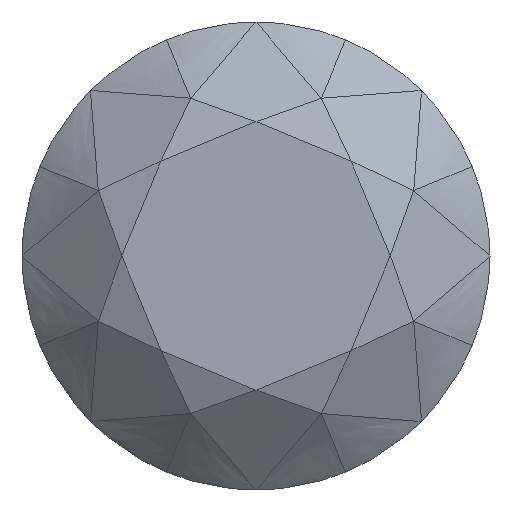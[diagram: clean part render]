
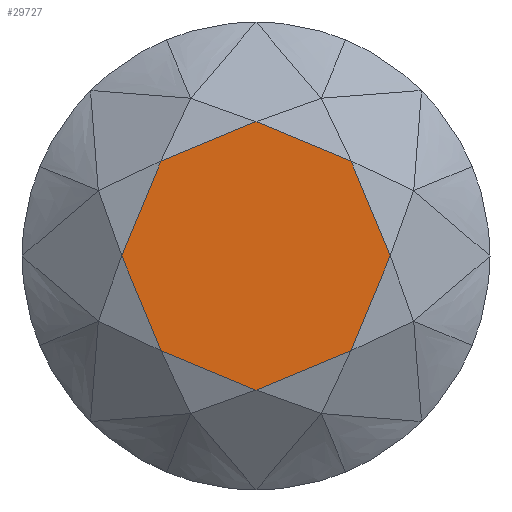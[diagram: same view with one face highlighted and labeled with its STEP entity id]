
A CAD part, top view. The second image highlights one B-rep face of the part: STEP entity #29727.
In plain terms, the highlighted free-form (B-spline) face has degree [1, 1] with [2, 2] control points.
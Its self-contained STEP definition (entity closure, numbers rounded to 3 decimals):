
#19217 = VERTEX_POINT('',#19218);
#19218 = CARTESIAN_POINT('',(-16.24,0.,9.172));
#19224 = VERTEX_POINT('',#19225);
#19225 = CARTESIAN_POINT('',(-11.483,-11.483,
    9.172));
#19230 = EDGE_CURVE('',#19217,#19224,#19231,.T.);
#19231 = B_SPLINE_CURVE_WITH_KNOTS('',1,(#19232,#19233),.UNSPECIFIED.,
  .F.,.F.,(2,2),(0.,10.977),.PIECEWISE_BEZIER_KNOTS.);
#19232 = CARTESIAN_POINT('',(-16.24,0.,9.172));
#19233 = CARTESIAN_POINT('',(-11.483,-11.483,
    9.172));
#21039 = VERTEX_POINT('',#21040);
#21040 = CARTESIAN_POINT('',(0.,16.24,
    9.172));
#21143 = VERTEX_POINT('',#21144);
#21144 = CARTESIAN_POINT('',(-11.483,11.483,
    9.172));
#24744 = EDGE_CURVE('',#21143,#19217,#24745,.T.);
#24745 = B_SPLINE_CURVE_WITH_KNOTS('',1,(#24746,#24747),.UNSPECIFIED.,
  .F.,.F.,(2,2),(0.,10.977),.PIECEWISE_BEZIER_KNOTS.);
#24746 = CARTESIAN_POINT('',(-11.483,11.483,
    9.172));
#24747 = CARTESIAN_POINT('',(-16.24,0.,
    9.172));
#28065 = EDGE_CURVE('',#21039,#21143,#28066,.T.);
#28066 = B_SPLINE_CURVE_WITH_KNOTS('',1,(#28067,#28068),.UNSPECIFIED.,
  .F.,.F.,(2,2),(0.,10.977),.PIECEWISE_BEZIER_KNOTS.);
#28067 = CARTESIAN_POINT('',(0.,16.24,
    9.172));
#28068 = CARTESIAN_POINT('',(-11.483,11.483,
    9.172));
#29727 = ADVANCED_FACE('',(#29728),#29766,.T.);
#29728 = FACE_BOUND('',#29729,.T.);
#29729 = EDGE_LOOP('',(#29730,#29731,#29738,#29745,#29752,#29759,#29764,
    #29765));
#29730 = ORIENTED_EDGE('',*,*,#19230,.T.);
#29731 = ORIENTED_EDGE('',*,*,#29732,.T.);
#29732 = EDGE_CURVE('',#19224,#29733,#29735,.T.);
#29733 = VERTEX_POINT('',#29734);
#29734 = CARTESIAN_POINT('',(0.,-16.24,
    9.172));
#29735 = B_SPLINE_CURVE_WITH_KNOTS('',1,(#29736,#29737),.UNSPECIFIED.,
  .F.,.F.,(2,2),(0.,10.977),.PIECEWISE_BEZIER_KNOTS.);
#29736 = CARTESIAN_POINT('',(-11.483,-11.483,
    9.172));
#29737 = CARTESIAN_POINT('',(0.,-16.24,
    9.172));
#29738 = ORIENTED_EDGE('',*,*,#29739,.T.);
#29739 = EDGE_CURVE('',#29733,#29740,#29742,.T.);
#29740 = VERTEX_POINT('',#29741);
#29741 = CARTESIAN_POINT('',(11.483,-11.483,
    9.172));
#29742 = B_SPLINE_CURVE_WITH_KNOTS('',1,(#29743,#29744),.UNSPECIFIED.,
  .F.,.F.,(2,2),(0.,10.977),
  .PIECEWISE_BEZIER_KNOTS.);
#29743 = CARTESIAN_POINT('',(0.,-16.24,
    9.172));
#29744 = CARTESIAN_POINT('',(11.483,-11.483,
    9.172));
#29745 = ORIENTED_EDGE('',*,*,#29746,.T.);
#29746 = EDGE_CURVE('',#29740,#29747,#29749,.T.);
#29747 = VERTEX_POINT('',#29748);
#29748 = CARTESIAN_POINT('',(16.24,0.,
    9.172));
#29749 = B_SPLINE_CURVE_WITH_KNOTS('',1,(#29750,#29751),.UNSPECIFIED.,
  .F.,.F.,(2,2),(0.,10.977),.PIECEWISE_BEZIER_KNOTS.);
#29750 = CARTESIAN_POINT('',(11.483,-11.483,
    9.172));
#29751 = CARTESIAN_POINT('',(16.24,0.,
    9.172));
#29752 = ORIENTED_EDGE('',*,*,#29753,.T.);
#29753 = EDGE_CURVE('',#29747,#29754,#29756,.T.);
#29754 = VERTEX_POINT('',#29755);
#29755 = CARTESIAN_POINT('',(11.483,11.483,
    9.172));
#29756 = B_SPLINE_CURVE_WITH_KNOTS('',1,(#29757,#29758),.UNSPECIFIED.,
  .F.,.F.,(2,2),(0.,10.977),
  .PIECEWISE_BEZIER_KNOTS.);
#29757 = CARTESIAN_POINT('',(16.24,0.,
    9.172));
#29758 = CARTESIAN_POINT('',(11.483,11.483,
    9.172));
#29759 = ORIENTED_EDGE('',*,*,#29760,.T.);
#29760 = EDGE_CURVE('',#29754,#21039,#29761,.T.);
#29761 = B_SPLINE_CURVE_WITH_KNOTS('',1,(#29762,#29763),.UNSPECIFIED.,
  .F.,.F.,(2,2),(0.,10.977),.PIECEWISE_BEZIER_KNOTS.);
#29762 = CARTESIAN_POINT('',(11.483,11.483,
    9.172));
#29763 = CARTESIAN_POINT('',(0.,16.24,
    9.172));
#29764 = ORIENTED_EDGE('',*,*,#28065,.T.);
#29765 = ORIENTED_EDGE('',*,*,#24744,.T.);
#29766 = B_SPLINE_SURFACE_WITH_KNOTS('',1,1,(
    (#29767,#29768)
    ,(#29769,#29770
    )),.UNSPECIFIED.,.F.,.F.,.F.,(2,2),(2,2),(-14.342,
    14.342),(-14.342,14.342),
  .PIECEWISE_BEZIER_KNOTS.);
#29767 = CARTESIAN_POINT('',(-16.24,-16.24,
    9.172));
#29768 = CARTESIAN_POINT('',(-16.24,16.24,
    9.172));
#29769 = CARTESIAN_POINT('',(16.24,-16.24,
    9.172));
#29770 = CARTESIAN_POINT('',(16.24,16.24,
    9.172));
